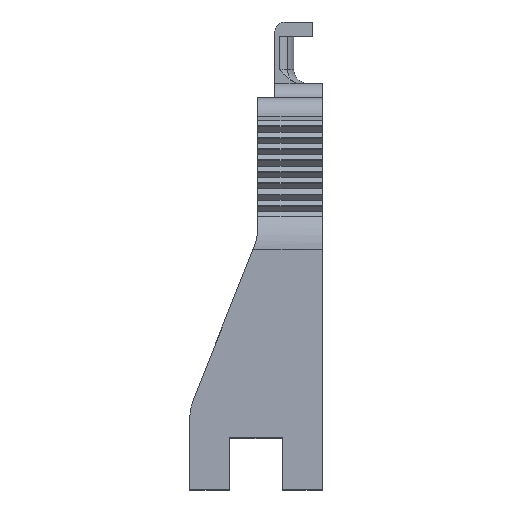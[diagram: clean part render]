
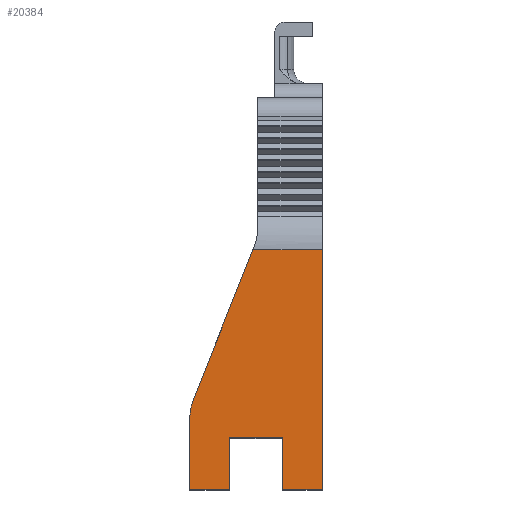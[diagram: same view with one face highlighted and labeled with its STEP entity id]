
A CAD part, top view. The second image highlights one B-rep face of the part: STEP entity #20384.
In plain terms, the highlighted planar face has unit normal (0, -0.012, 1).
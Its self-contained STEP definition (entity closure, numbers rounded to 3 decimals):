
#287=DIRECTION('',(0.,1.,0.012));
#288=VECTOR('',#287,25.312);
#289=CARTESIAN_POINT('',(0.,0.,28.423));
#290=LINE('',#289,#288);
#1755=CARTESIAN_POINT('',(-7.332,25.31,28.734));
#1760=DIRECTION('',(-0.369,-0.929,-0.011));
#1761=VECTOR('',#1760,17.13);
#1762=CARTESIAN_POINT('',(-7.332,25.31,28.734));
#1763=LINE('',#1762,#1761);
#1841=DIRECTION('',(-1.,0.,0.));
#1842=VECTOR('',#1841,7.332);
#1843=CARTESIAN_POINT('',(0.,25.31,28.734));
#1844=LINE('',#1843,#1842);
#1845=DIRECTION('',(-1.,0.,0.));
#1846=VECTOR('',#1845,4.175);
#1847=CARTESIAN_POINT('',(0.,0.,28.423));
#1848=LINE('',#1847,#1846);
#1849=DIRECTION('',(0.,1.,0.012));
#1850=VECTOR('',#1849,5.4);
#1851=CARTESIAN_POINT('',(-4.175,0.,28.423));
#1852=LINE('',#1851,#1850);
#1853=DIRECTION('',(1.,0.,0.));
#1854=VECTOR('',#1853,5.65);
#1855=CARTESIAN_POINT('',(-9.825,5.4,28.489));
#1856=LINE('',#1855,#1854);
#1857=DIRECTION('',(0.,1.,0.012));
#1858=VECTOR('',#1857,5.4);
#1859=CARTESIAN_POINT('',(-9.825,0.,28.423));
#1860=LINE('',#1859,#1858);
#1861=DIRECTION('',(-1.,0.,0.));
#1862=VECTOR('',#1861,4.175);
#1863=CARTESIAN_POINT('',(-9.825,0.,28.423));
#1864=LINE('',#1863,#1862);
#1865=CARTESIAN_POINT('',(-13.648,9.388,28.538));
#1866=CARTESIAN_POINT('',(-13.883,8.796,28.531));
#1867=CARTESIAN_POINT('',(-14.,8.181,28.523));
#1868=CARTESIAN_POINT('',(-14.,7.544,28.515));
#2247=DIRECTION('',(0.,-1.,-0.012));
#2248=VECTOR('',#2247,7.545);
#2249=CARTESIAN_POINT('',(-14.,7.544,28.515));
#2250=LINE('',#2249,#2248);
#14683=CARTESIAN_POINT('',(0.,0.,28.423));
#14684=VERTEX_POINT('',#14683);
#14687=CARTESIAN_POINT('',(-14.,0.,28.423));
#14688=VERTEX_POINT('',#14687);
#14743=CARTESIAN_POINT('',(-9.825,0.,28.423));
#14744=VERTEX_POINT('',#14743);
#14745=CARTESIAN_POINT('',(-4.175,0.,28.423));
#14746=VERTEX_POINT('',#14745);
#14747=CARTESIAN_POINT('',(-9.825,5.4,28.489));
#14748=VERTEX_POINT('',#14747);
#14749=CARTESIAN_POINT('',(-4.175,5.4,28.489));
#14750=VERTEX_POINT('',#14749);
#14761=CARTESIAN_POINT('',(-13.648,9.388,
28.538));
#14762=VERTEX_POINT('',#14761);
#14763=VERTEX_POINT('',#1868);
#14783=VERTEX_POINT('',#1755);
#14790=CARTESIAN_POINT('',(0.,25.31,28.734));
#14791=VERTEX_POINT('',#14790);
#20361=CARTESIAN_POINT('',(0.,0.,28.423));
#20362=DIRECTION('',(0.,0.012,-1.));
#20363=DIRECTION('',(0.,1.,0.012));
#20364=AXIS2_PLACEMENT_3D('',#20361,#20362,#20363);
#20365=PLANE('',#20364);
#20366=ORIENTED_EDGE('',*,*,#20295,.F.);
#20367=ORIENTED_EDGE('',*,*,#18569,.F.);
#20369=ORIENTED_EDGE('',*,*,#20368,.T.);
#20371=ORIENTED_EDGE('',*,*,#20370,.T.);
#20373=ORIENTED_EDGE('',*,*,#20372,.F.);
#20375=ORIENTED_EDGE('',*,*,#20374,.F.);
#20377=ORIENTED_EDGE('',*,*,#20376,.T.);
#20379=ORIENTED_EDGE('',*,*,#20378,.F.);
#20380=ORIENTED_EDGE('',*,*,#20354,.F.);
#20381=ORIENTED_EDGE('',*,*,#20251,.F.);
#20382=EDGE_LOOP('',(#20366,#20367,#20369,#20371,#20373,#20375,#20377,#20379,
#20380,#20381));
#20383=FACE_OUTER_BOUND('',#20382,.F.);
#20384=ADVANCED_FACE('',(#20383),#20365,.F.);
#1869=B_SPLINE_CURVE_WITH_KNOTS('',3,(#1865,#1866,#1867,#1868),.UNSPECIFIED.,
.F.,.F.,(4,4),(0.,1.),.UNSPECIFIED.);
#18569=EDGE_CURVE('',#14684,#14791,#290,.T.);
#20251=EDGE_CURVE('',#14783,#14762,#1763,.T.);
#20295=EDGE_CURVE('',#14791,#14783,#1844,.T.);
#20354=EDGE_CURVE('',#14762,#14763,#1869,.T.);
#20368=EDGE_CURVE('',#14684,#14746,#1848,.T.);
#20370=EDGE_CURVE('',#14746,#14750,#1852,.T.);
#20372=EDGE_CURVE('',#14748,#14750,#1856,.T.);
#20374=EDGE_CURVE('',#14744,#14748,#1860,.T.);
#20376=EDGE_CURVE('',#14744,#14688,#1864,.T.);
#20378=EDGE_CURVE('',#14763,#14688,#2250,.T.);
